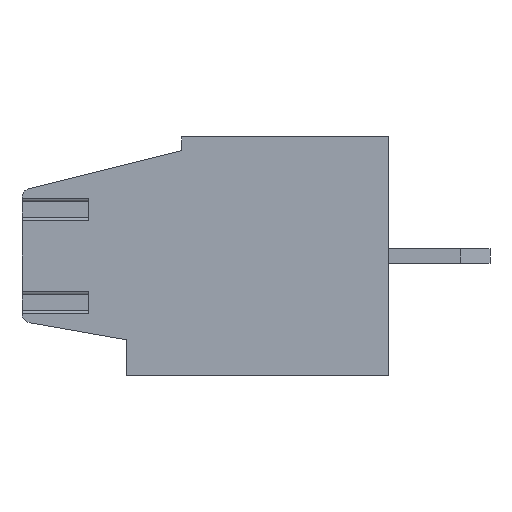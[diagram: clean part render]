
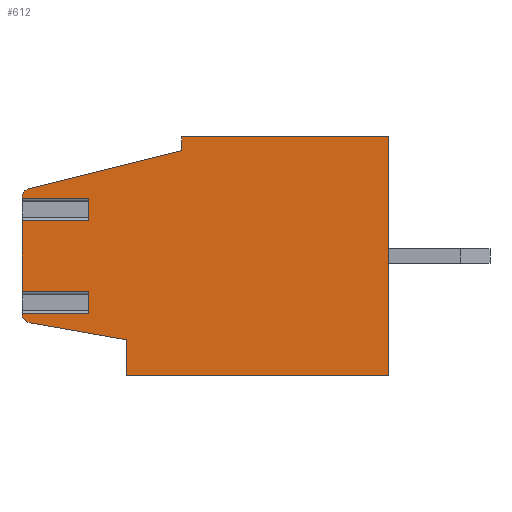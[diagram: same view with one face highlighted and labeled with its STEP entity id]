
A CAD part, left-side view. The second image highlights one B-rep face of the part: STEP entity #612.
In plain terms, the highlighted planar face has unit normal (-1, 0, 0).
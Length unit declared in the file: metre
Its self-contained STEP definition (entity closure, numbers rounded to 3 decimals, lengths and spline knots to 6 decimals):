
#612=ADVANCED_FACE('',(#1690),#1691,.F.);
#1690=FACE_OUTER_BOUND('',#3339,.T.);
#1691=PLANE('',#3340);
#3339=EDGE_LOOP('',(#5221,#5222,#5223,#5224,#5225,#5226,#5227,#5228,#5229,#5230,#5231,#5232,#5233,#5234,#5235,#5236,#5237,#5238));
#3340=AXIS2_PLACEMENT_3D('',#5239,#5240,#5241);
#5221=ORIENTED_EDGE('',*,*,#9849,.F.);
#5222=ORIENTED_EDGE('',*,*,#9850,.F.);
#5223=ORIENTED_EDGE('',*,*,#9851,.F.);
#5224=ORIENTED_EDGE('',*,*,#9852,.T.);
#5225=ORIENTED_EDGE('',*,*,#9853,.F.);
#5226=ORIENTED_EDGE('',*,*,#9854,.F.);
#5227=ORIENTED_EDGE('',*,*,#9855,.F.);
#5228=ORIENTED_EDGE('',*,*,#9856,.T.);
#5229=ORIENTED_EDGE('',*,*,#9857,.F.);
#5230=ORIENTED_EDGE('',*,*,#9858,.F.);
#5231=ORIENTED_EDGE('',*,*,#9859,.F.);
#5232=ORIENTED_EDGE('',*,*,#9860,.F.);
#5233=ORIENTED_EDGE('',*,*,#9861,.F.);
#5234=ORIENTED_EDGE('',*,*,#9862,.F.);
#5235=ORIENTED_EDGE('',*,*,#9863,.F.);
#5236=ORIENTED_EDGE('',*,*,#9801,.F.);
#5237=ORIENTED_EDGE('',*,*,#9864,.F.);
#5238=ORIENTED_EDGE('',*,*,#9865,.F.);
#5239=CARTESIAN_POINT('',(0.0,0.0123,-0.006098));
#5240=DIRECTION('',(1.0,0.,0.));
#5241=DIRECTION('',(0.,1.0,0.));
#9801=EDGE_CURVE('',#11818,#11814,#11820,.T.);
#9849=EDGE_CURVE('',#11903,#11904,#11905,.T.);
#9850=EDGE_CURVE('',#11906,#11903,#11907,.T.);
#9851=EDGE_CURVE('',#11908,#11906,#11909,.T.);
#9852=EDGE_CURVE('',#11908,#11910,#11911,.T.);
#9853=EDGE_CURVE('',#11912,#11910,#11913,.T.);
#9854=EDGE_CURVE('',#11914,#11912,#11915,.T.);
#9855=EDGE_CURVE('',#11916,#11914,#11917,.T.);
#9856=EDGE_CURVE('',#11916,#11918,#11919,.T.);
#9857=EDGE_CURVE('',#11920,#11918,#11921,.T.);
#9858=EDGE_CURVE('',#11922,#11920,#11923,.T.);
#9859=EDGE_CURVE('',#11924,#11922,#11925,.T.);
#9860=EDGE_CURVE('',#11926,#11924,#11927,.T.);
#9861=EDGE_CURVE('',#11928,#11926,#11929,.T.);
#9862=EDGE_CURVE('',#11930,#11928,#11931,.T.);
#9863=EDGE_CURVE('',#11814,#11930,#11932,.T.);
#9864=EDGE_CURVE('',#11933,#11818,#11934,.T.);
#9865=EDGE_CURVE('',#11904,#11933,#11935,.T.);
#11814=VERTEX_POINT('',#14760);
#11818=VERTEX_POINT('',#14766);
#11820=LINE('',#14769,#14770);
#11903=VERTEX_POINT('',#14893);
#11904=VERTEX_POINT('',#14894);
#11905=LINE('',#14895,#14896);
#11906=VERTEX_POINT('',#14897);
#11907=LINE('',#14898,#14899);
#11908=VERTEX_POINT('',#14900);
#11909=LINE('',#14901,#14902);
#11910=VERTEX_POINT('',#14903);
#11911=LINE('',#14904,#14905);
#11912=VERTEX_POINT('',#14906);
#11913=LINE('',#14907,#14908);
#11914=VERTEX_POINT('',#14909);
#11915=LINE('',#14910,#14911);
#11916=VERTEX_POINT('',#14912);
#11917=LINE('',#14913,#14914);
#11918=VERTEX_POINT('',#14915);
#11919=LINE('',#14916,#14917);
#11920=VERTEX_POINT('',#14918);
#11921=LINE('',#14919,#14920);
#11922=VERTEX_POINT('',#14921);
#11923=CIRCLE('',#14922,0.0003);
#11924=VERTEX_POINT('',#14923);
#11925=LINE('',#14924,#14925);
#11926=VERTEX_POINT('',#14926);
#11927=LINE('',#14927,#14928);
#11928=VERTEX_POINT('',#14929);
#11929=LINE('',#14930,#14931);
#11930=VERTEX_POINT('',#14932);
#11931=LINE('',#14933,#14934);
#11932=LINE('',#14935,#14936);
#11933=VERTEX_POINT('',#14937);
#11934=LINE('',#14938,#14939);
#11935=CIRCLE('',#14940,0.0003);
#14760=CARTESIAN_POINT('',(0.0,0.0071,0.0));
#14766=CARTESIAN_POINT('',(0.0,0.0071,-0.000479));
#14769=CARTESIAN_POINT('',(0.0,0.0071,0.0));
#14770=VECTOR('',#18629,1.0);
#14893=CARTESIAN_POINT('',(0.,0.0126,-0.002105));
#14894=CARTESIAN_POINT('',(0.0,0.0126,-0.002084));
#14895=CARTESIAN_POINT('',(0.0,0.0126,-0.002084));
#14896=VECTOR('',#18681,1.0);
#14897=CARTESIAN_POINT('',(0.,0.0103,-0.002105));
#14898=CARTESIAN_POINT('',(0.,0.0103,-0.002105));
#14899=VECTOR('',#18682,1.0);
#14900=CARTESIAN_POINT('',(0.,0.0103,-0.002888));
#14901=CARTESIAN_POINT('',(0.,0.0103,-0.002105));
#14902=VECTOR('',#18683,1.0);
#14903=CARTESIAN_POINT('',(0.,0.0126,-0.002888));
#14904=CARTESIAN_POINT('',(0.,0.0103,-0.002888));
#14905=VECTOR('',#18684,1.0);
#14906=CARTESIAN_POINT('',(0.,0.0126,-0.005312));
#14907=CARTESIAN_POINT('',(0.0,0.0126,-0.002084));
#14908=VECTOR('',#18685,1.0);
#14909=CARTESIAN_POINT('',(0.,0.0103,-0.005312));
#14910=CARTESIAN_POINT('',(0.,0.0103,-0.005312));
#14911=VECTOR('',#18686,1.0);
#14912=CARTESIAN_POINT('',(0.,0.0103,-0.006095));
#14913=CARTESIAN_POINT('',(0.,0.0103,-0.005312));
#14914=VECTOR('',#18687,1.0);
#14915=CARTESIAN_POINT('',(0.,0.0126,-0.006095));
#14916=CARTESIAN_POINT('',(0.,0.0103,-0.006095));
#14917=VECTOR('',#18688,1.0);
#14918=CARTESIAN_POINT('',(0.0,0.0126,-0.006098));
#14919=CARTESIAN_POINT('',(0.0,0.0126,-0.002084));
#14920=VECTOR('',#18689,1.0);
#14921=CARTESIAN_POINT('',(0.0,0.012352,-0.006394));
#14922=AXIS2_PLACEMENT_3D('',#18690,#18691,#18692);
#14923=CARTESIAN_POINT('',(0.0,0.009,-0.006985));
#14924=CARTESIAN_POINT('',(0.0,0.012352,-0.006394));
#14925=VECTOR('',#18693,1.0);
#14926=CARTESIAN_POINT('',(0.0,0.009,-0.0082));
#14927=CARTESIAN_POINT('',(0.0,0.009,-0.006985));
#14928=VECTOR('',#18694,1.0);
#14929=CARTESIAN_POINT('',(0.0,0.0,-0.0082));
#14930=CARTESIAN_POINT('',(0.0,0.009,-0.0082));
#14931=VECTOR('',#18695,1.0);
#14932=CARTESIAN_POINT('',(0.0,0.0,0.0));
#14933=CARTESIAN_POINT('',(0.0,0.0,-0.0082));
#14934=VECTOR('',#18696,1.0);
#14935=CARTESIAN_POINT('',(0.0,0.0,0.0));
#14936=VECTOR('',#18697,1.0);
#14937=CARTESIAN_POINT('',(0.0,0.012373,-0.001793));
#14938=CARTESIAN_POINT('',(0.0,0.0071,-0.000479));
#14939=VECTOR('',#18698,1.0);
#14940=AXIS2_PLACEMENT_3D('',#18699,#18700,#18701);
#18629=DIRECTION('',(0.,0.,1.0));
#18681=DIRECTION('',(0.,0.,1.0));
#18682=DIRECTION('',(0.0,1.0,0.0));
#18683=DIRECTION('',(0.,0.,1.0));
#18684=DIRECTION('',(0.0,1.0,0.0));
#18685=DIRECTION('',(0.,0.,1.0));
#18686=DIRECTION('',(0.0,1.0,0.0));
#18687=DIRECTION('',(0.,0.,1.0));
#18688=DIRECTION('',(0.0,1.0,0.0));
#18689=DIRECTION('',(0.,0.,1.0));
#18690=CARTESIAN_POINT('',(0.0,0.0123,-0.006098));
#18691=DIRECTION('',(1.0,0.,0.));
#18692=DIRECTION('',(0.,-0.766,0.643));
#18693=DIRECTION('',(0.,0.985,0.174));
#18694=DIRECTION('',(0.,0.,1.0));
#18695=DIRECTION('',(0.,1.0,0.));
#18696=DIRECTION('',(0.,0.,-1.0));
#18697=DIRECTION('',(0.,-1.0,0.));
#18698=DIRECTION('',(0.,-0.97,0.242));
#18699=CARTESIAN_POINT('',(0.0,0.0123,-0.002084));
#18700=DIRECTION('',(1.0,0.,0.));
#18701=DIRECTION('',(0.,-0.788,-0.616));
